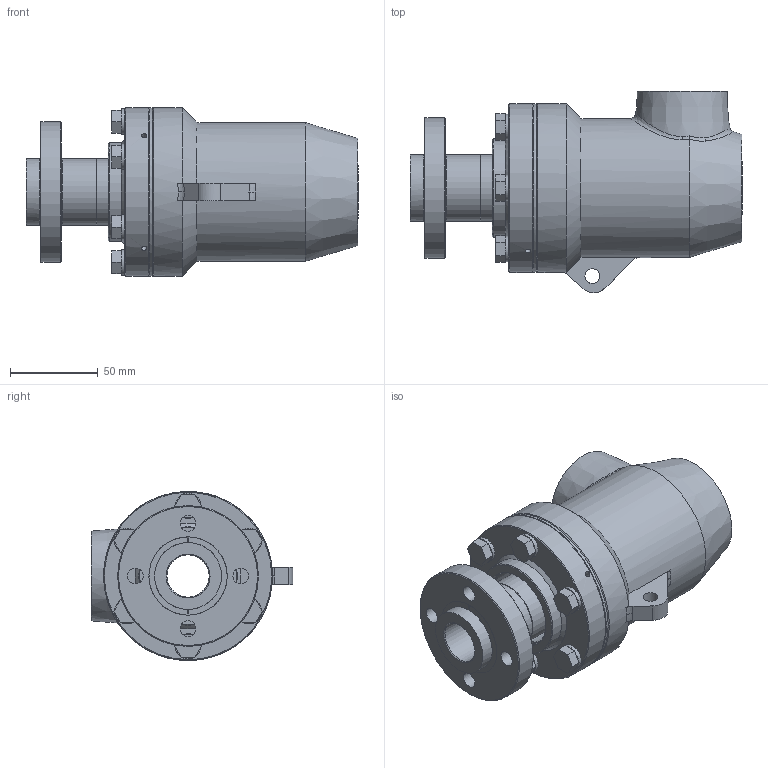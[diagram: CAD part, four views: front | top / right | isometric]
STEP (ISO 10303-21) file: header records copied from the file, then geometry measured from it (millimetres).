
FILE_DESCRIPTION (( 'STEP AP214' ), '1' );
FILE_NAME ('TUR-HTF25-TO.STEP', '2016-08-22T13:17:19', ( '' ), ( '' ), 'SwSTEP 2.0', 'SolidWorks 2016', '' );
FILE_SCHEMA (( 'AUTOMOTIVE_DESIGN' ));
Length unit declared in the file: millimetre
Products named in the file (1): TUR-HTF25-TO
Bounding box: 188.68 x 114.5 x 96 mm (x, y, z)
Volume: 621848.4 mm3; surface area: 129935.2 mm2
Topology: 2 solids, 2 shells, 310 faces, 839 edges, 553 vertices
Faces by surface type: plane 193, cylinder 59, bspline 29, cone 29
Full cylindrical faces by diameter (mm): 3 x2, 8 x6, 8.5 x1, 9 x10, 24 x1, 30.29 x2, 32 x2, 33 x1, 38 x3, 40 x1, 45 x2, 56 x1, 60 x2, 64 x1, 79 x1, 80 x1, 96 x3
Entity records: 25793 total; most frequent: CARTESIAN_POINT 16627, ORIENTED_EDGE 1470, DIRECTION 938, EDGE_CURVE 735, VERTEX_POINT 518, EDGE_LOOP 427, B_SPLINE_CURVE_WITH_KNOTS 393, FACE_OUTER_BOUND 352
